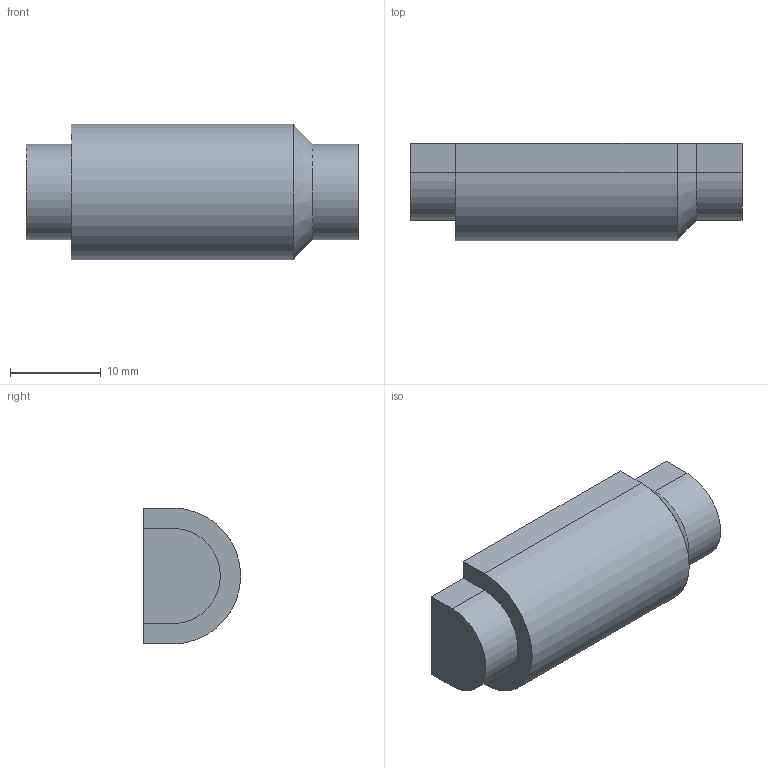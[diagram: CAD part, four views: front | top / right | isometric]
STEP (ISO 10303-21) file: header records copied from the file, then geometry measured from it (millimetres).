
FILE_DESCRIPTION(/* description */ (''),/* implementation_level */ '2;1');
FILE_NAME(/* name */ 'LM8UU Bearing Cutter.step',/* time_stamp */ '2024-04-06T14:12:53+02:00',/* author */ (''),/* organization */ (''),/* preprocessor_version */ 'ST-DEVELOPER v20',/* originating_system */ 'Autodesk Translation Framework v12.20.1.177',/* authorisation */ '');
FILE_SCHEMA (('AUTOMOTIVE_DESIGN { 1 0 10303 214 3 1 1 }'));
Length unit declared in the file: millimetre
Products named in the file (1): (Unsaved)
Bounding box: 36.65 x 10.75 x 15 mm (x, y, z)
Volume: 4358.1 mm3; surface area: 1763.8 mm2
Topology: 1 solids, 1 shells, 17 faces, 43 edges, 28 vertices
Faces by surface type: plane 13, cylinder 3, cone 1
Entity records: 541 total; most frequent: CARTESIAN_POINT 89, ORIENTED_EDGE 86, DIRECTION 86, EDGE_CURVE 43, LINE 36, VECTOR 36, VERTEX_POINT 28, AXIS2_PLACEMENT_3D 25
